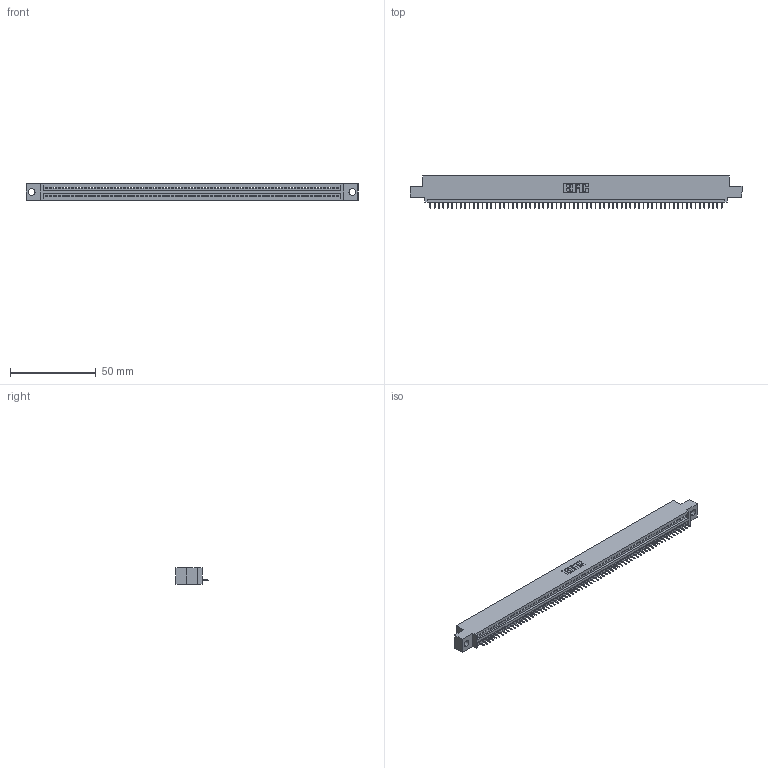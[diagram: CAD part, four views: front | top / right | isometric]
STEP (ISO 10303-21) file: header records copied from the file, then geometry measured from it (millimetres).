
FILE_DESCRIPTION (( 'STEP AP203' ), '1' );
FILE_NAME ('895-068-525-404.STEP', '2020-09-28T16:07:08', ( '' ), ( '' ), 'SwSTEP 2.0', 'SolidWorks 2020', '' );
FILE_SCHEMA (( 'CONFIG_CONTROL_DESIGN' ));
Length unit declared in the file: inch
Products named in the file (3): 895-068-525-404; 845 Part_0.110 Offset - 0.156 Dia-TH; 345-292-001_345-293-125
Assembly tree (69 placements, depth 2):
  895-068-525-404
    845 Part_0.110 Offset - 0.156 Dia-TH
    345-292-001_345-293-125  x68
Bounding box: 193.93 x 18.72 x 9.4 mm (x, y, z)
Volume: 18193.7 mm3; surface area: 23495.9 mm2
Topology: 69 solids, 69 shells, 4346 faces, 12593 edges, 8122 vertices
Faces by surface type: plane 3212, cylinder 1134
Entity records: 47887 total; most frequent: ORIENTED_EDGE 8302, CARTESIAN_POINT 8300, DIRECTION 7211, EDGE_CURVE 4151, VECTOR 3751, LINE 3751, VERTEX_POINT 2762, AXIS2_PLACEMENT_3D 1730
